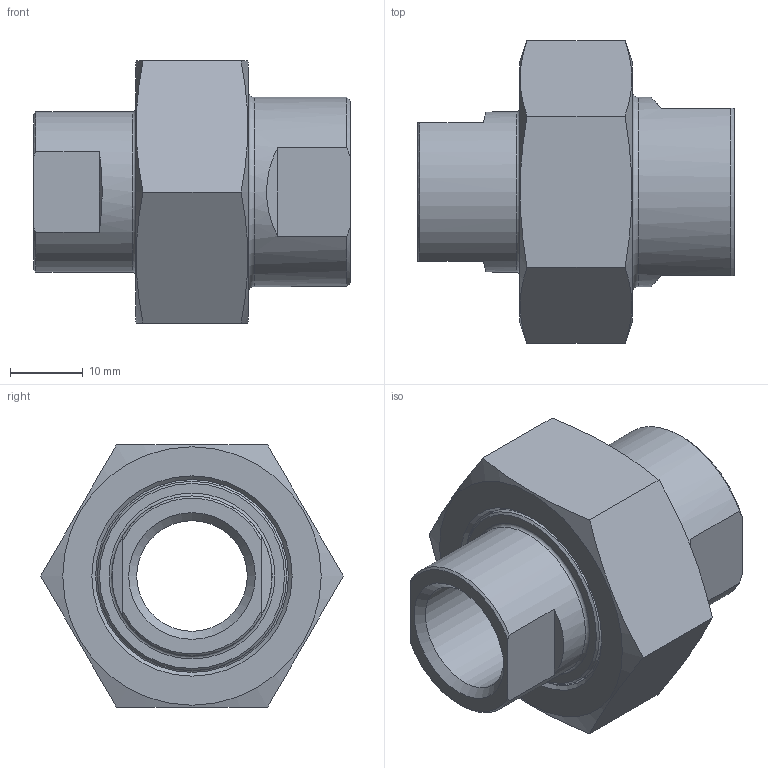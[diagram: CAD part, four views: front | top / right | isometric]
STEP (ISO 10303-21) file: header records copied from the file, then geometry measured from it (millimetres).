
FILE_DESCRIPTION(/* description */ (''),/* implementation_level */ '2;1');
FILE_NAME(/* name */ '3D_R134-DN10-DN15_17101513.stp',/* time_stamp */ '2021-06-30T07:28:58+02:00',/* author */ ('cad'),/* organization */ (''),/* preprocessor_version */ 'ST-DEVELOPER v18.1',/* originating_system */ 'Autodesk Inventor 2022',/* authorisation */ '');
FILE_SCHEMA (('AUTOMOTIVE_DESIGN { 1 0 10303 214 3 1 1 }'));
Length unit declared in the file: millimetre
Products named in the file (4): 3D_R134-DN10-DN15_17101513; 3D_R134-M-DN15_171011610; 3D_R134-G-DN15_171011310; 3D_R134-E-DN10-DN15_171011012
Assembly tree (3 placements, depth 2):
  3D_R134-DN10-DN15_17101513
    3D_R134-M-DN15_171011610
    3D_R134-G-DN15_171011310
    3D_R134-E-DN10-DN15_171011012
Bounding box: 43.5 x 41.57 x 36 mm (x, y, z)
Volume: 19665.3 mm3; surface area: 12308.3 mm2
Topology: 3 solids, 3 shells, 64 faces, 147 edges, 96 vertices
Faces by surface type: plane 27, cone 19, cylinder 10, torus 8
Full cylindrical faces by diameter (mm): 15.2 x1, 18.631 x1, 19.2 x1, 22 x1, 26 x2, 26.5 x1, 30 x1, 30.376 x1, 31.85 x1
Entity records: 1978 total; most frequent: CARTESIAN_POINT 354, DIRECTION 349, ORIENTED_EDGE 294, AXIS2_PLACEMENT_3D 151, EDGE_CURVE 147, VERTEX_POINT 96, EDGE_LOOP 77, CIRCLE 76
